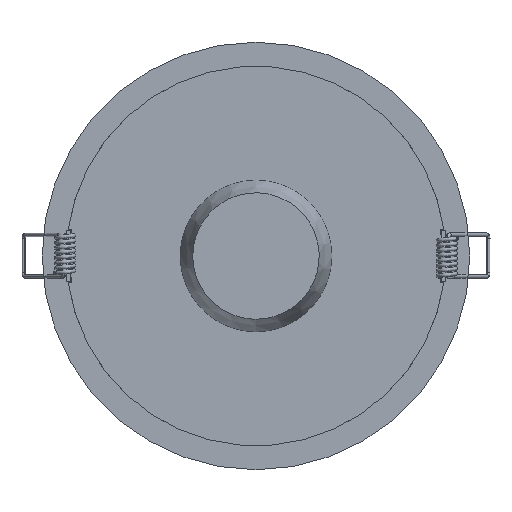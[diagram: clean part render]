
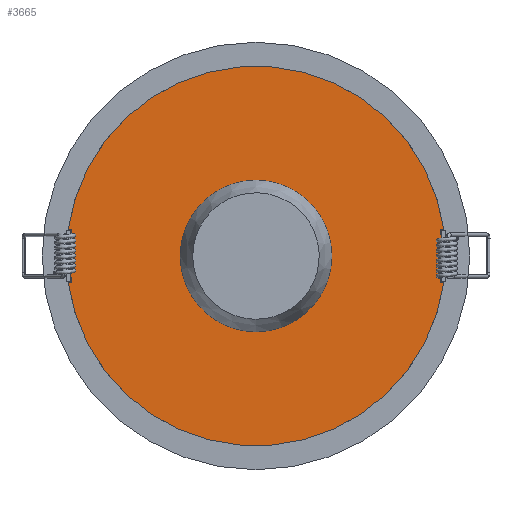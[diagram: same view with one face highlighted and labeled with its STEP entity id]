
A CAD part, front view. The second image highlights one B-rep face of the part: STEP entity #3665.
In plain terms, the highlighted face is planar.
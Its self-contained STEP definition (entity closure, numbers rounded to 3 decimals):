
#4 = VECTOR ( 'NONE', #2297, 1000. ) ;
#7 = EDGE_LOOP ( 'NONE', ( #1962 ) ) ;
#95 = VERTEX_POINT ( 'NONE', #6066 ) ;
#115 = DIRECTION ( 'NONE',  ( 1., 0., 0. ) ) ;
#153 = CARTESIAN_POINT ( 'NONE',  ( -73., 8.5, 10. ) ) ;
#170 = DIRECTION ( 'NONE',  ( 1., 0., 0. ) ) ;
#275 = DIRECTION ( 'NONE',  ( 0., -1., 0. ) ) ;
#295 = LINE ( 'NONE', #2671, #6549 ) ;
#460 = DIRECTION ( 'NONE',  ( -1., 0., 0. ) ) ;
#474 = ORIENTED_EDGE ( 'NONE', *, *, #1792, .T. ) ;
#490 = CARTESIAN_POINT ( 'NONE',  ( -73., 0., 10. ) ) ;
#521 = DIRECTION ( 'NONE',  ( -1., 0., 0. ) ) ;
#534 = VERTEX_POINT ( 'NONE', #1034 ) ;
#626 = CARTESIAN_POINT ( 'NONE',  ( -75., -9., 10. ) ) ;
#643 = DIRECTION ( 'NONE',  ( 0., -1., 0. ) ) ;
#663 = AXIS2_PLACEMENT_3D ( 'NONE', #786, #3674, #643 ) ;
#668 = LINE ( 'NONE', #818, #4 ) ;
#775 = VERTEX_POINT ( 'NONE', #4675 ) ;
#776 = VERTEX_POINT ( 'NONE', #7676 ) ;
#785 = CARTESIAN_POINT ( 'NONE',  ( 75., 0., 10. ) ) ;
#786 = CARTESIAN_POINT ( 'NONE',  ( 0., 0., 10. ) ) ;
#817 = CARTESIAN_POINT ( 'NONE',  ( 73.5, 8.5, 10. ) ) ;
#818 = CARTESIAN_POINT ( 'NONE',  ( -73., 0., 10. ) ) ;
#824 = DIRECTION ( 'NONE',  ( 0., 0., 1. ) ) ;
#1034 = CARTESIAN_POINT ( 'NONE',  ( 0., -30., 10. ) ) ;
#1042 = CARTESIAN_POINT ( 'NONE',  ( 73., -8.5, 10. ) ) ;
#1101 = CARTESIAN_POINT ( 'NONE',  ( 0., -10.5, 10. ) ) ;
#1159 = DIRECTION ( 'NONE',  ( 0., -1., 0. ) ) ;
#1192 = VERTEX_POINT ( 'NONE', #6678 ) ;
#1270 = LINE ( 'NONE', #1307, #7843 ) ;
#1290 = LINE ( 'NONE', #3050, #7751 ) ;
#1307 = CARTESIAN_POINT ( 'NONE',  ( 0., 10.5, 10. ) ) ;
#1404 = VECTOR ( 'NONE', #1159, 1000. ) ;
#1437 = EDGE_CURVE ( 'NONE', #95, #4949, #7810, .T. ) ;
#1459 = CIRCLE ( 'NONE', #6142, 30. ) ;
#1550 = ORIENTED_EDGE ( 'NONE', *, *, #6726, .T. ) ;
#1583 = DIRECTION ( 'NONE',  ( 0., -1., 0. ) ) ;
#1715 = DIRECTION ( 'NONE',  ( 0., -1., 0. ) ) ;
#1792 = EDGE_CURVE ( 'NONE', #1192, #6542, #1877, .T. ) ;
#1877 = LINE ( 'NONE', #2425, #4006 ) ;
#1914 = ORIENTED_EDGE ( 'NONE', *, *, #6129, .T. ) ;
#1920 = CIRCLE ( 'NONE', #6380, 75. ) ;
#1933 = CARTESIAN_POINT ( 'NONE',  ( 0., 0., 10. ) ) ;
#1962 = ORIENTED_EDGE ( 'NONE', *, *, #2507, .F. ) ;
#2093 = VECTOR ( 'NONE', #115, 1000. ) ;
#2221 = EDGE_CURVE ( 'NONE', #5320, #5848, #4394, .T. ) ;
#2293 = CARTESIAN_POINT ( 'NONE',  ( 0., 0., 10. ) ) ;
#2297 = DIRECTION ( 'NONE',  ( 0., -1., 0. ) ) ;
#2354 = LINE ( 'NONE', #4815, #4459 ) ;
#2398 = LINE ( 'NONE', #626, #1404 ) ;
#2425 = CARTESIAN_POINT ( 'NONE',  ( 0., 10.5, 10. ) ) ;
#2457 = EDGE_CURVE ( 'NONE', #6232, #775, #2643, .T. ) ;
#2507 = EDGE_CURVE ( 'NONE', #534, #534, #1459, .T. ) ;
#2566 = VECTOR ( 'NONE', #1583, 1000. ) ;
#2596 = DIRECTION ( 'NONE',  ( -1., 0., 0. ) ) ;
#2643 = LINE ( 'NONE', #785, #7709 ) ;
#2671 = CARTESIAN_POINT ( 'NONE',  ( 73., 0., 10. ) ) ;
#2737 = LINE ( 'NONE', #1101, #5203 ) ;
#2749 = DIRECTION ( 'NONE',  ( 0., 1., 0. ) ) ;
#2925 = ORIENTED_EDGE ( 'NONE', *, *, #7768, .T. ) ;
#2975 = ORIENTED_EDGE ( 'NONE', *, *, #2221, .T. ) ;
#3050 = CARTESIAN_POINT ( 'NONE',  ( 73., 0., 10. ) ) ;
#3088 = CARTESIAN_POINT ( 'NONE',  ( 75., 8.5, 10. ) ) ;
#3092 = CARTESIAN_POINT ( 'NONE',  ( 0., -8.5, 10. ) ) ;
#3097 = CARTESIAN_POINT ( 'NONE',  ( 73., -10.5, 10. ) ) ;
#3285 = LINE ( 'NONE', #817, #7744 ) ;
#3435 = ORIENTED_EDGE ( 'NONE', *, *, #5409, .T. ) ;
#3476 = ORIENTED_EDGE ( 'NONE', *, *, #5892, .T. ) ;
#3532 = LINE ( 'NONE', #3092, #2093 ) ;
#3535 = ORIENTED_EDGE ( 'NONE', *, *, #6230, .T. ) ;
#3556 = ORIENTED_EDGE ( 'NONE', *, *, #2457, .F. ) ;
#3568 = EDGE_CURVE ( 'NONE', #6542, #4249, #1920, .T. ) ;
#3665 = ADVANCED_FACE ( 'NONE', ( #6133, #6216 ), #5589, .T. ) ;
#3674 = DIRECTION ( 'NONE',  ( 0., 0., 1. ) ) ;
#3689 = VERTEX_POINT ( 'NONE', #3097 ) ;
#3707 = ORIENTED_EDGE ( 'NONE', *, *, #4143, .T. ) ;
#3889 = AXIS2_PLACEMENT_3D ( 'NONE', #2293, #7190, #1715 ) ;
#4006 = VECTOR ( 'NONE', #170, 1000. ) ;
#4113 = CARTESIAN_POINT ( 'NONE',  ( 0., 0., 10. ) ) ;
#4143 = EDGE_CURVE ( 'NONE', #5941, #6213, #2398, .T. ) ;
#4161 = VECTOR ( 'NONE', #460, 1000. ) ;
#4249 = VERTEX_POINT ( 'NONE', #4542 ) ;
#4317 = CARTESIAN_POINT ( 'NONE',  ( -73., -10.5, 10. ) ) ;
#4346 = CARTESIAN_POINT ( 'NONE',  ( -75., -8.5, 10. ) ) ;
#4394 = CIRCLE ( 'NONE', #3889, 75. ) ;
#4459 = VECTOR ( 'NONE', #6080, 1000. ) ;
#4542 = CARTESIAN_POINT ( 'NONE',  ( -74.261, 10.5, 10. ) ) ;
#4604 = ORIENTED_EDGE ( 'NONE', *, *, #3568, .T. ) ;
#4675 = CARTESIAN_POINT ( 'NONE',  ( 75., -8.5, 10. ) ) ;
#4764 = DIRECTION ( 'NONE',  ( 0., 1., 0. ) ) ;
#4815 = CARTESIAN_POINT ( 'NONE',  ( 75., -8.5, 10. ) ) ;
#4843 = DIRECTION ( 'NONE',  ( 0., 0., 1. ) ) ;
#4949 = VERTEX_POINT ( 'NONE', #153 ) ;
#5203 = VECTOR ( 'NONE', #521, 1000. ) ;
#5223 = EDGE_CURVE ( 'NONE', #6232, #5677, #3285, .T. ) ;
#5253 = CARTESIAN_POINT ( 'NONE',  ( 73., 8.5, 10. ) ) ;
#5320 = VERTEX_POINT ( 'NONE', #6516 ) ;
#5409 = EDGE_CURVE ( 'NONE', #4949, #5941, #6600, .T. ) ;
#5589 = PLANE ( 'NONE',  #663 ) ;
#5624 = ORIENTED_EDGE ( 'NONE', *, *, #7669, .T. ) ;
#5677 = VERTEX_POINT ( 'NONE', #5253 ) ;
#5847 = ORIENTED_EDGE ( 'NONE', *, *, #6274, .T. ) ;
#5848 = VERTEX_POINT ( 'NONE', #6752 ) ;
#5892 = EDGE_CURVE ( 'NONE', #4249, #95, #1270, .T. ) ;
#5941 = VERTEX_POINT ( 'NONE', #7489 ) ;
#6031 = ORIENTED_EDGE ( 'NONE', *, *, #1437, .T. ) ;
#6042 = ORIENTED_EDGE ( 'NONE', *, *, #5223, .T. ) ;
#6066 = CARTESIAN_POINT ( 'NONE',  ( -73., 10.5, 10. ) ) ;
#6080 = DIRECTION ( 'NONE',  ( 1., 0., 0. ) ) ;
#6129 = EDGE_CURVE ( 'NONE', #5848, #3689, #2737, .T. ) ;
#6133 = FACE_BOUND ( 'NONE', #7, .T. ) ;
#6142 = AXIS2_PLACEMENT_3D ( 'NONE', #1933, #824, #6860 ) ;
#6213 = VERTEX_POINT ( 'NONE', #4346 ) ;
#6216 = FACE_OUTER_BOUND ( 'NONE', #6400, .T. ) ;
#6230 = EDGE_CURVE ( 'NONE', #776, #7283, #668, .T. ) ;
#6232 = VERTEX_POINT ( 'NONE', #3088 ) ;
#6274 = EDGE_CURVE ( 'NONE', #5677, #1192, #1290, .T. ) ;
#6380 = AXIS2_PLACEMENT_3D ( 'NONE', #4113, #4843, #6574 ) ;
#6400 = EDGE_LOOP ( 'NONE', ( #3707, #5624, #3535, #2925, #2975, #1914, #1550, #7652, #3556, #6042, #5847, #474, #4604, #3476, #6031, #3435 ) ) ;
#6480 = CARTESIAN_POINT ( 'NONE',  ( 0., 8.5, 10. ) ) ;
#6483 = CARTESIAN_POINT ( 'NONE',  ( 74.261, 10.5, 10. ) ) ;
#6516 = CARTESIAN_POINT ( 'NONE',  ( -74.261, -10.5, 10. ) ) ;
#6528 = VERTEX_POINT ( 'NONE', #1042 ) ;
#6542 = VERTEX_POINT ( 'NONE', #6483 ) ;
#6549 = VECTOR ( 'NONE', #2749, 1000. ) ;
#6574 = DIRECTION ( 'NONE',  ( 0., -1., 0. ) ) ;
#6588 = DIRECTION ( 'NONE',  ( 1., 0., 0. ) ) ;
#6600 = LINE ( 'NONE', #6480, #4161 ) ;
#6678 = CARTESIAN_POINT ( 'NONE',  ( 73., 10.5, 10. ) ) ;
#6726 = EDGE_CURVE ( 'NONE', #3689, #6528, #295, .T. ) ;
#6752 = CARTESIAN_POINT ( 'NONE',  ( 74.261, -10.5, 10. ) ) ;
#6857 = CARTESIAN_POINT ( 'NONE',  ( 0., -10.5, 10. ) ) ;
#6860 = DIRECTION ( 'NONE',  ( 0., -1., 0. ) ) ;
#6972 = EDGE_CURVE ( 'NONE', #6528, #775, #2354, .T. ) ;
#7190 = DIRECTION ( 'NONE',  ( 0., 0., 1. ) ) ;
#7283 = VERTEX_POINT ( 'NONE', #4317 ) ;
#7424 = DIRECTION ( 'NONE',  ( -1., 0., 0. ) ) ;
#7472 = LINE ( 'NONE', #6857, #7734 ) ;
#7489 = CARTESIAN_POINT ( 'NONE',  ( -75., 8.5, 10. ) ) ;
#7652 = ORIENTED_EDGE ( 'NONE', *, *, #6972, .T. ) ;
#7669 = EDGE_CURVE ( 'NONE', #6213, #776, #3532, .T. ) ;
#7676 = CARTESIAN_POINT ( 'NONE',  ( -73., -8.5, 10. ) ) ;
#7709 = VECTOR ( 'NONE', #275, 1000. ) ;
#7734 = VECTOR ( 'NONE', #7424, 1000. ) ;
#7744 = VECTOR ( 'NONE', #2596, 1000. ) ;
#7751 = VECTOR ( 'NONE', #4764, 1000. ) ;
#7768 = EDGE_CURVE ( 'NONE', #7283, #5320, #7472, .T. ) ;
#7810 = LINE ( 'NONE', #490, #2566 ) ;
#7843 = VECTOR ( 'NONE', #6588, 1000. ) ;
